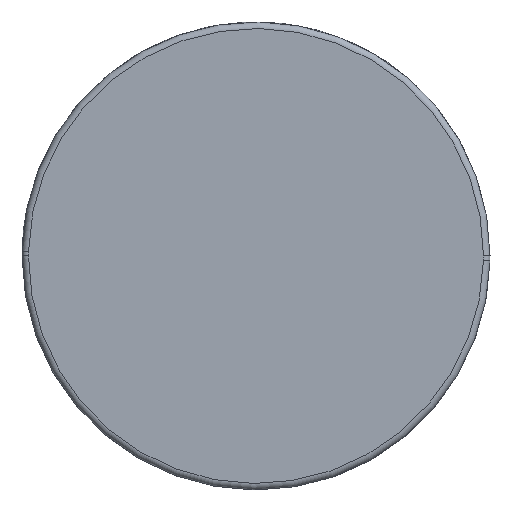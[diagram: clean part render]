
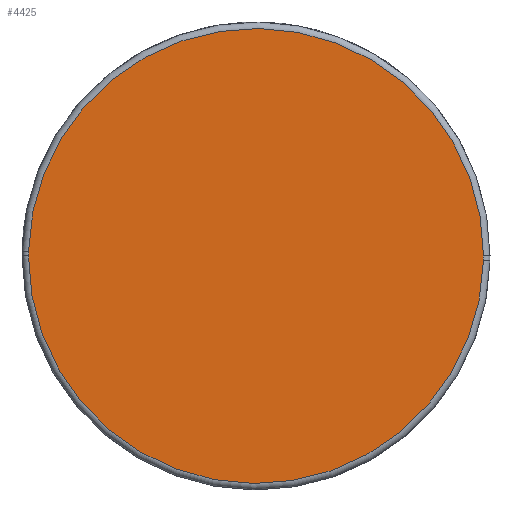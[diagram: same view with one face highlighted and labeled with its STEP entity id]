
A CAD part, left-side view. The second image highlights one B-rep face of the part: STEP entity #4425.
In plain terms, the highlighted planar face has unit normal (-1, 0, 0).
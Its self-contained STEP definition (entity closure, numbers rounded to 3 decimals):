
#87=CARTESIAN_POINT('Vertex',(1.4,-6.998,-0.149)) ;
#90=CARTESIAN_POINT('Axis2P3D Location',(1.4,0.,0.)) ;
#94=CARTESIAN_POINT('Vertex',(1.4,7.,0.)) ;
#132=CARTESIAN_POINT('Vertex',(1.4,-7.,0.)) ;
#135=CARTESIAN_POINT('Axis2P3D Location',(1.4,0.,0.)) ;
#158=CARTESIAN_POINT('Vertex',(1.4,6.998,0.149)) ;
#166=CARTESIAN_POINT('Axis2P3D Location',(1.4,0.,0.)) ;
#215=CARTESIAN_POINT('Axis2P3D Location',(1.4,0.,0.)) ;
#4414=CARTESIAN_POINT('Axis2P3D Location',(1.4,0.,0.)) ;
#91=DIRECTION('Axis2P3D Direction',(-1.,0.,0.)) ;
#136=DIRECTION('Axis2P3D Direction',(-1.,0.,0.)) ;
#167=DIRECTION('Axis2P3D Direction',(-1.,-0.,0.)) ;
#216=DIRECTION('Axis2P3D Direction',(-1.,-0.,0.)) ;
#4415=DIRECTION('Axis2P3D Direction',(-1.,0.,0.)) ;
#4416=DIRECTION('Axis2P3D XDirection',(0.,1.,0.)) ;
#92=AXIS2_PLACEMENT_3D('Circle Axis2P3D',#90,#91,$) ;
#137=AXIS2_PLACEMENT_3D('Circle Axis2P3D',#135,#136,$) ;
#168=AXIS2_PLACEMENT_3D('Circle Axis2P3D',#166,#167,$) ;
#217=AXIS2_PLACEMENT_3D('Circle Axis2P3D',#215,#216,$) ;
#4417=AXIS2_PLACEMENT_3D('Plane Axis2P3D',#4414,#4415,#4416) ;
#4420=ORIENTED_EDGE('',*,*,#170,.T.) ;
#4421=ORIENTED_EDGE('',*,*,#96,.T.) ;
#4422=ORIENTED_EDGE('',*,*,#139,.T.) ;
#4423=ORIENTED_EDGE('',*,*,#219,.T.) ;
#4425=ADVANCED_FACE('MANIFOLD_SOLID_BREP #2523',(#4424),#4418,.T.) ;
#93=CIRCLE('generated circle',#92,7.) ;
#138=CIRCLE('generated circle',#137,7.) ;
#169=CIRCLE('generated circle',#168,7.) ;
#218=CIRCLE('generated circle',#217,7.) ;
#96=EDGE_CURVE('',#95,#88,#93,.T.) ;
#139=EDGE_CURVE('',#88,#133,#138,.T.) ;
#170=EDGE_CURVE('',#159,#95,#169,.T.) ;
#219=EDGE_CURVE('',#133,#159,#218,.T.) ;
#4419=EDGE_LOOP('',(#4420,#4421,#4422,#4423)) ;
#4424=FACE_OUTER_BOUND('',#4419,.T.) ;
#4418=PLANE('',#4417) ;
#88=VERTEX_POINT('',#87) ;
#95=VERTEX_POINT('',#94) ;
#133=VERTEX_POINT('',#132) ;
#159=VERTEX_POINT('',#158) ;
